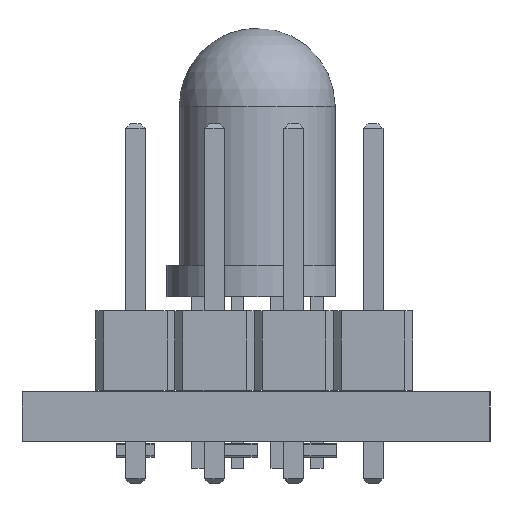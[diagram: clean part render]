
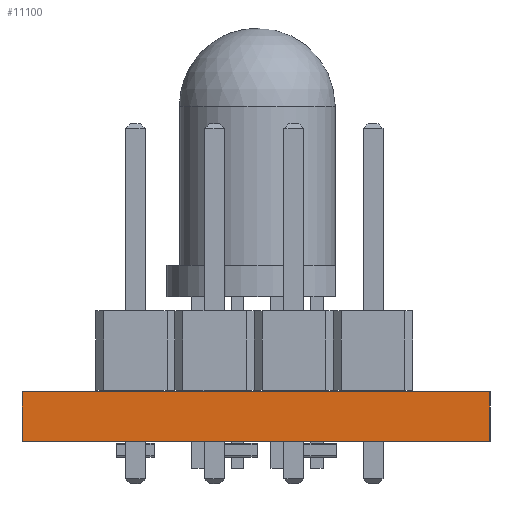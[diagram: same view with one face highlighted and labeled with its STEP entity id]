
A CAD part, left-side view. The second image highlights one B-rep face of the part: STEP entity #11100.
In plain terms, the highlighted planar face has unit normal (-1, 0, 0).
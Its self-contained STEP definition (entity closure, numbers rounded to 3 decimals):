
#10984 = EDGE_CURVE('',#10985,#10987,#10989,.T.);
#10985 = VERTEX_POINT('',#10986);
#10986 = CARTESIAN_POINT('',(129.21,-90.729,0.));
#10987 = VERTEX_POINT('',#10988);
#10988 = CARTESIAN_POINT('',(129.21,-90.729,1.6));
#10989 = SURFACE_CURVE('',#10990,(#10994,#11006),.PCURVE_S1.);
#10990 = LINE('',#10991,#10992);
#10991 = CARTESIAN_POINT('',(129.21,-90.729,0.));
#10992 = VECTOR('',#10993,1.);
#10993 = DIRECTION('',(0.,0.,1.));
#10994 = PCURVE('',#10995,#11000);
#10995 = PLANE('',#10996);
#10996 = AXIS2_PLACEMENT_3D('',#10997,#10998,#10999);
#10997 = CARTESIAN_POINT('',(129.21,-90.729,0.));
#10998 = DIRECTION('',(0.,1.,0.));
#10999 = DIRECTION('',(1.,0.,0.));
#11000 = DEFINITIONAL_REPRESENTATION('',(#11001),#11005);
#11001 = LINE('',#11002,#11003);
#11002 = CARTESIAN_POINT('',(0.,0.));
#11003 = VECTOR('',#11004,1.);
#11004 = DIRECTION('',(0.,-1.));
#11005 = ( GEOMETRIC_REPRESENTATION_CONTEXT(2) 
PARAMETRIC_REPRESENTATION_CONTEXT() REPRESENTATION_CONTEXT('2D SPACE',''
  ) );
#11006 = PCURVE('',#11007,#11012);
#11007 = PLANE('',#11008);
#11008 = AXIS2_PLACEMENT_3D('',#11009,#11010,#11011);
#11009 = CARTESIAN_POINT('',(129.21,-105.729,0.));
#11010 = DIRECTION('',(-1.,0.,0.));
#11011 = DIRECTION('',(0.,1.,0.));
#11012 = DEFINITIONAL_REPRESENTATION('',(#11013),#11017);
#11013 = LINE('',#11014,#11015);
#11014 = CARTESIAN_POINT('',(15.,0.));
#11015 = VECTOR('',#11016,1.);
#11016 = DIRECTION('',(0.,-1.));
#11017 = ( GEOMETRIC_REPRESENTATION_CONTEXT(2) 
PARAMETRIC_REPRESENTATION_CONTEXT() REPRESENTATION_CONTEXT('2D SPACE',''
  ) );
#11035 = PLANE('',#11036);
#11036 = AXIS2_PLACEMENT_3D('',#11037,#11038,#11039);
#11037 = CARTESIAN_POINT('',(129.21,-90.729,1.6));
#11038 = DIRECTION('',(-0.,0.,1.));
#11039 = DIRECTION('',(1.,0.,0.));
#11089 = PLANE('',#11090);
#11090 = AXIS2_PLACEMENT_3D('',#11091,#11092,#11093);
#11091 = CARTESIAN_POINT('',(129.21,-90.729,0.));
#11092 = DIRECTION('',(-0.,0.,1.));
#11093 = DIRECTION('',(1.,0.,0.));
#11100 = ADVANCED_FACE('',(#11101),#11007,.T.);
#11101 = FACE_BOUND('',#11102,.T.);
#11102 = EDGE_LOOP('',(#11103,#11133,#11154,#11155));
#11103 = ORIENTED_EDGE('',*,*,#11104,.T.);
#11104 = EDGE_CURVE('',#11105,#11107,#11109,.T.);
#11105 = VERTEX_POINT('',#11106);
#11106 = CARTESIAN_POINT('',(129.21,-105.729,0.));
#11107 = VERTEX_POINT('',#11108);
#11108 = CARTESIAN_POINT('',(129.21,-105.729,1.6));
#11109 = SURFACE_CURVE('',#11110,(#11114,#11121),.PCURVE_S1.);
#11110 = LINE('',#11111,#11112);
#11111 = CARTESIAN_POINT('',(129.21,-105.729,0.));
#11112 = VECTOR('',#11113,1.);
#11113 = DIRECTION('',(0.,0.,1.));
#11114 = PCURVE('',#11007,#11115);
#11115 = DEFINITIONAL_REPRESENTATION('',(#11116),#11120);
#11116 = LINE('',#11117,#11118);
#11117 = CARTESIAN_POINT('',(0.,0.));
#11118 = VECTOR('',#11119,1.);
#11119 = DIRECTION('',(0.,-1.));
#11120 = ( GEOMETRIC_REPRESENTATION_CONTEXT(2) 
PARAMETRIC_REPRESENTATION_CONTEXT() REPRESENTATION_CONTEXT('2D SPACE',''
  ) );
#11121 = PCURVE('',#11122,#11127);
#11122 = PLANE('',#11123);
#11123 = AXIS2_PLACEMENT_3D('',#11124,#11125,#11126);
#11124 = CARTESIAN_POINT('',(149.21,-105.729,0.));
#11125 = DIRECTION('',(0.,-1.,0.));
#11126 = DIRECTION('',(-1.,0.,0.));
#11127 = DEFINITIONAL_REPRESENTATION('',(#11128),#11132);
#11128 = LINE('',#11129,#11130);
#11129 = CARTESIAN_POINT('',(20.,0.));
#11130 = VECTOR('',#11131,1.);
#11131 = DIRECTION('',(0.,-1.));
#11132 = ( GEOMETRIC_REPRESENTATION_CONTEXT(2) 
PARAMETRIC_REPRESENTATION_CONTEXT() REPRESENTATION_CONTEXT('2D SPACE',''
  ) );
#11133 = ORIENTED_EDGE('',*,*,#11134,.T.);
#11134 = EDGE_CURVE('',#11107,#10987,#11135,.T.);
#11135 = SURFACE_CURVE('',#11136,(#11140,#11147),.PCURVE_S1.);
#11136 = LINE('',#11137,#11138);
#11137 = CARTESIAN_POINT('',(129.21,-105.729,1.6));
#11138 = VECTOR('',#11139,1.);
#11139 = DIRECTION('',(0.,1.,0.));
#11140 = PCURVE('',#11007,#11141);
#11141 = DEFINITIONAL_REPRESENTATION('',(#11142),#11146);
#11142 = LINE('',#11143,#11144);
#11143 = CARTESIAN_POINT('',(0.,-1.6));
#11144 = VECTOR('',#11145,1.);
#11145 = DIRECTION('',(1.,0.));
#11146 = ( GEOMETRIC_REPRESENTATION_CONTEXT(2) 
PARAMETRIC_REPRESENTATION_CONTEXT() REPRESENTATION_CONTEXT('2D SPACE',''
  ) );
#11147 = PCURVE('',#11035,#11148);
#11148 = DEFINITIONAL_REPRESENTATION('',(#11149),#11153);
#11149 = LINE('',#11150,#11151);
#11150 = CARTESIAN_POINT('',(0.,-15.));
#11151 = VECTOR('',#11152,1.);
#11152 = DIRECTION('',(0.,1.));
#11153 = ( GEOMETRIC_REPRESENTATION_CONTEXT(2) 
PARAMETRIC_REPRESENTATION_CONTEXT() REPRESENTATION_CONTEXT('2D SPACE',''
  ) );
#11154 = ORIENTED_EDGE('',*,*,#10984,.F.);
#11155 = ORIENTED_EDGE('',*,*,#11156,.F.);
#11156 = EDGE_CURVE('',#11105,#10985,#11157,.T.);
#11157 = SURFACE_CURVE('',#11158,(#11162,#11169),.PCURVE_S1.);
#11158 = LINE('',#11159,#11160);
#11159 = CARTESIAN_POINT('',(129.21,-105.729,0.));
#11160 = VECTOR('',#11161,1.);
#11161 = DIRECTION('',(0.,1.,0.));
#11162 = PCURVE('',#11007,#11163);
#11163 = DEFINITIONAL_REPRESENTATION('',(#11164),#11168);
#11164 = LINE('',#11165,#11166);
#11165 = CARTESIAN_POINT('',(0.,0.));
#11166 = VECTOR('',#11167,1.);
#11167 = DIRECTION('',(1.,0.));
#11168 = ( GEOMETRIC_REPRESENTATION_CONTEXT(2) 
PARAMETRIC_REPRESENTATION_CONTEXT() REPRESENTATION_CONTEXT('2D SPACE',''
  ) );
#11169 = PCURVE('',#11089,#11170);
#11170 = DEFINITIONAL_REPRESENTATION('',(#11171),#11175);
#11171 = LINE('',#11172,#11173);
#11172 = CARTESIAN_POINT('',(0.,-15.));
#11173 = VECTOR('',#11174,1.);
#11174 = DIRECTION('',(0.,1.));
#11175 = ( GEOMETRIC_REPRESENTATION_CONTEXT(2) 
PARAMETRIC_REPRESENTATION_CONTEXT() REPRESENTATION_CONTEXT('2D SPACE',''
  ) );
